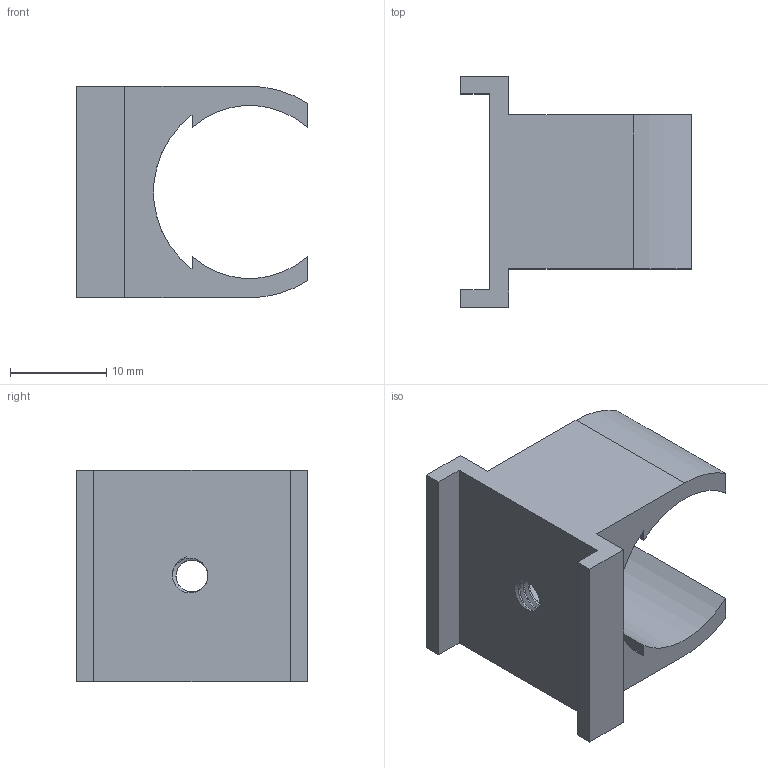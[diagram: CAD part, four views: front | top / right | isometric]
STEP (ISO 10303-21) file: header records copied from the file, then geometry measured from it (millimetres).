
FILE_DESCRIPTION(/* description */ (''),/* implementation_level */ '2;1');
FILE_NAME(/* name */ 'Cartridge_4g_holder.step',/* time_stamp */ '2025-03-28T00:12:44+01:00',/* author */ (''),/* organization */ (''),/* preprocessor_version */ 'ST-DEVELOPER v20.1',/* originating_system */ 'Autodesk Translation Framework v14.4.0.0',/* authorisation */ '');
FILE_SCHEMA (('AUTOMOTIVE_DESIGN { 1 0 10303 214 3 1 1 }'));
Length unit declared in the file: millimetre
Products named in the file (1): Cartridge_4g_holder_v1
Bounding box: 24 x 24 x 22 mm (x, y, z)
Volume: 3794.4 mm3; surface area: 3068.4 mm2
Topology: 1 solids, 1 shells, 34 faces, 94 edges, 63 vertices
Faces by surface type: plane 18, cylinder 14, bspline 2
Full cylindrical faces by diameter (mm): 3.332 x1, 8 x1
Entity records: 1811 total; most frequent: CARTESIAN_POINT 925, ORIENTED_EDGE 188, DIRECTION 155, EDGE_CURVE 94, VERTEX_POINT 63, LINE 57, VECTOR 57, AXIS2_PLACEMENT_3D 49
